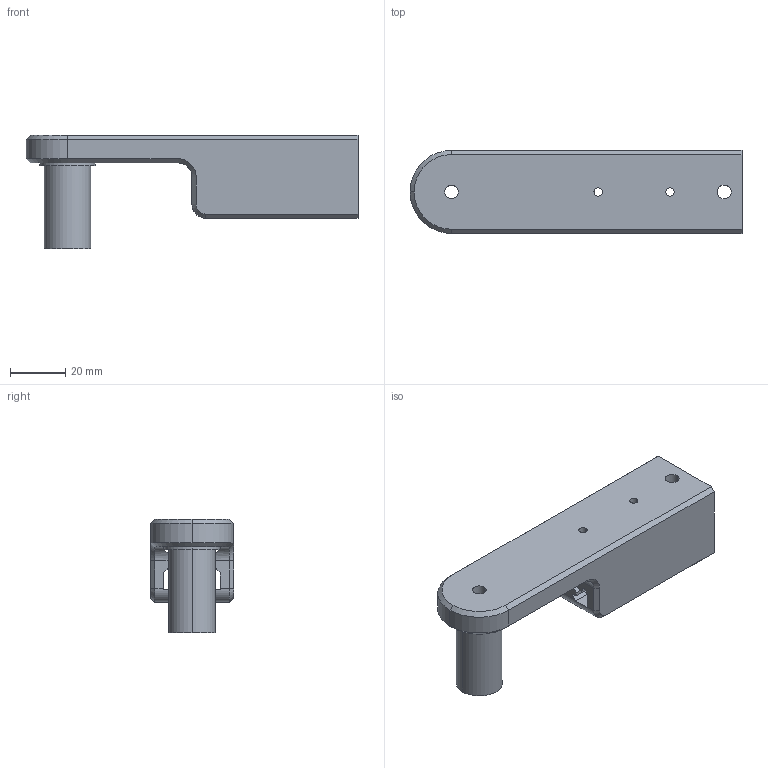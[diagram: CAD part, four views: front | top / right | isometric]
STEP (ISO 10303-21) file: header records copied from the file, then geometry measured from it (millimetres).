
FILE_DESCRIPTION (( 'STEP AP214' ), '1' );
FILE_NAME ('toparm_swivel.STEP', '2025-02-06T22:54:30', ( '' ), ( '' ), 'SwSTEP 2.0', 'SolidWorks 2023', '' );
FILE_SCHEMA (( 'AUTOMOTIVE_DESIGN' ));
Length unit declared in the file: millimetre
Products named in the file (1): toparm_swivel
Bounding box: 120 x 30 x 41 mm (x, y, z)
Volume: 60456.1 mm3; surface area: 24008.3 mm2
Topology: 1 solids, 1 shells, 106 faces, 296 edges, 193 vertices
Faces by surface type: plane 65, cylinder 34, cone 7
Entity records: 3466 total; most frequent: CARTESIAN_POINT 648, ORIENTED_EDGE 592, DIRECTION 573, EDGE_CURVE 296, VECTOR 209, LINE 209, VERTEX_POINT 193, AXIS2_PLACEMENT_3D 182
